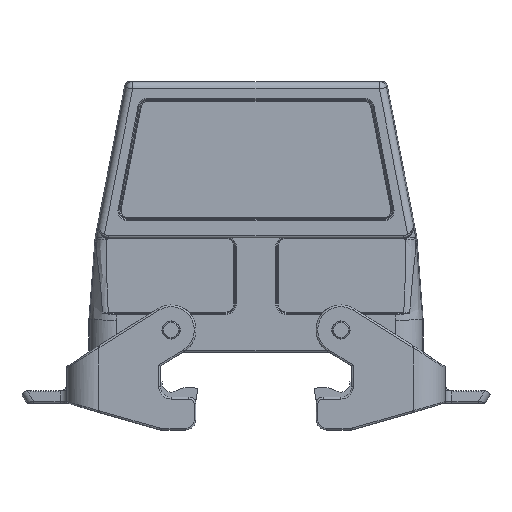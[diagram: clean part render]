
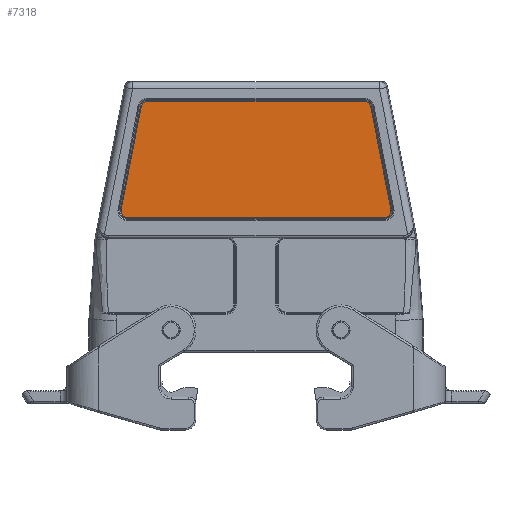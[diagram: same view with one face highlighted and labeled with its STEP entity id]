
A CAD part, front view. The second image highlights one B-rep face of the part: STEP entity #7318.
In plain terms, the highlighted planar face has unit normal (0, -1, 0).
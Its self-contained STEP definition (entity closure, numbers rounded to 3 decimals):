
#6659=CIRCLE('',#24878,1.835);
#6660=CIRCLE('',#24879,1.835);
#6661=CIRCLE('',#24880,1.835);
#6662=CIRCLE('',#24881,1.835);
#7318=ADVANCED_FACE('',(#8617),#8141,.F.);
#8141=PLANE('',#24882);
#8617=FACE_OUTER_BOUND('',#9530,.T.);
#9530=EDGE_LOOP('',(#11568,#11569,#11570,#11571,#11572,#11573,#11574,#11575));
#11568=ORIENTED_EDGE('',*,*,#17163,.T.);
#11569=ORIENTED_EDGE('',*,*,#17164,.T.);
#11570=ORIENTED_EDGE('',*,*,#17165,.T.);
#11571=ORIENTED_EDGE('',*,*,#17166,.T.);
#11572=ORIENTED_EDGE('',*,*,#17167,.T.);
#11573=ORIENTED_EDGE('',*,*,#17168,.T.);
#11574=ORIENTED_EDGE('',*,*,#17169,.T.);
#11575=ORIENTED_EDGE('',*,*,#17170,.T.);
#15497=VERTEX_POINT('',#34786);
#15498=VERTEX_POINT('',#34787);
#15499=VERTEX_POINT('',#34789);
#15500=VERTEX_POINT('',#34791);
#15501=VERTEX_POINT('',#34793);
#15502=VERTEX_POINT('',#34795);
#15503=VERTEX_POINT('',#34797);
#15504=VERTEX_POINT('',#34799);
#17163=EDGE_CURVE('',#15497,#15498,#20763,.T.);
#17164=EDGE_CURVE('',#15498,#15499,#6659,.T.);
#17165=EDGE_CURVE('',#15499,#15500,#20764,.T.);
#17166=EDGE_CURVE('',#15500,#15501,#6660,.T.);
#17167=EDGE_CURVE('',#15501,#15502,#20765,.T.);
#17168=EDGE_CURVE('',#15502,#15503,#6661,.T.);
#17169=EDGE_CURVE('',#15503,#15504,#20766,.T.);
#17170=EDGE_CURVE('',#15504,#15497,#6662,.T.);
#20763=LINE('',#34785,#22091);
#20764=LINE('',#34790,#22092);
#20765=LINE('',#34794,#22093);
#20766=LINE('',#34798,#22094);
#22091=VECTOR('',#27305,1.);
#22092=VECTOR('',#27308,1.);
#22093=VECTOR('',#27311,1.);
#22094=VECTOR('',#27314,1.);
#24878=AXIS2_PLACEMENT_3D('',#34788,#27306,#27307);
#24879=AXIS2_PLACEMENT_3D('',#34792,#27309,#27310);
#24880=AXIS2_PLACEMENT_3D('',#34796,#27312,#27313);
#24881=AXIS2_PLACEMENT_3D('',#34800,#27315,#27316);
#24882=AXIS2_PLACEMENT_3D('',#34801,#27317,#27318);
#27305=DIRECTION('',(-0.191,0.,0.982));
#27306=DIRECTION('',(0.,-1.,0.));
#27307=DIRECTION('',(0.,0.,1.));
#27308=DIRECTION('',(-1.,0.,0.));
#27309=DIRECTION('',(0.,-1.,0.));
#27310=DIRECTION('',(0.,0.,1.));
#27311=DIRECTION('',(-0.191,0.,-0.982));
#27312=DIRECTION('',(0.,-1.,0.));
#27313=DIRECTION('',(0.,0.,1.));
#27314=DIRECTION('',(1.,0.,0.));
#27315=DIRECTION('',(0.,-1.,0.));
#27316=DIRECTION('',(0.,0.,1.));
#27317=DIRECTION('',(0.,1.,0.));
#27318=DIRECTION('',(0.,0.,-1.));
#34785=CARTESIAN_POINT('',(32.095,-21.25,59.55));
#34786=CARTESIAN_POINT('',(37.703,-21.25,30.7));
#34787=CARTESIAN_POINT('',(32.095,-21.25,59.55));
#34788=CARTESIAN_POINT('',(30.294,-21.25,59.2));
#34789=CARTESIAN_POINT('',(30.294,-21.25,61.035));
#34790=CARTESIAN_POINT('',(-30.294,-21.25,61.035));
#34791=CARTESIAN_POINT('',(-30.294,-21.25,61.035));
#34792=CARTESIAN_POINT('',(-30.294,-21.25,59.2));
#34793=CARTESIAN_POINT('',(-32.095,-21.25,59.55));
#34794=CARTESIAN_POINT('',(-37.703,-21.25,30.7));
#34795=CARTESIAN_POINT('',(-37.703,-21.25,30.7));
#34796=CARTESIAN_POINT('',(-35.902,-21.25,30.35));
#34797=CARTESIAN_POINT('',(-35.902,-21.25,28.515));
#34798=CARTESIAN_POINT('',(35.902,-21.25,28.515));
#34799=CARTESIAN_POINT('',(35.902,-21.25,28.515));
#34800=CARTESIAN_POINT('',(35.902,-21.25,30.35));
#34801=CARTESIAN_POINT('',(30.294,-21.25,59.2));
